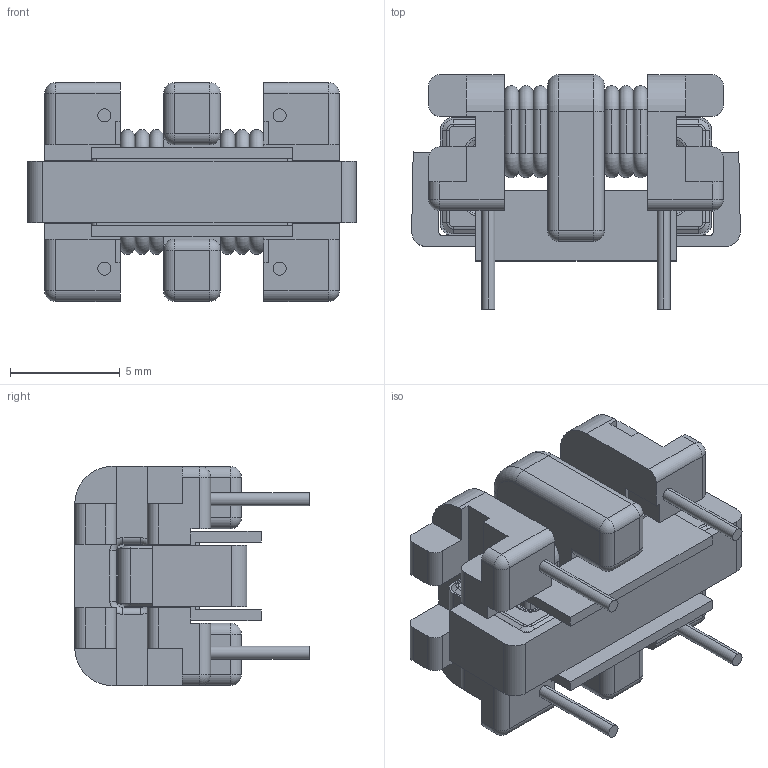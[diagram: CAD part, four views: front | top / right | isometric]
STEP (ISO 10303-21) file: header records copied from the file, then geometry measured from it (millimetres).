
FILE_DESCRIPTION (( 'STEP AP214' ), '1' );
FILE_NAME ('SU7VC(MAX-LOGO).STEP', '2018-11-06T04:34:10', ( '' ), ( '' ), 'SwSTEP 2.0', 'SolidWorks 2018', '' );
FILE_SCHEMA (( 'AUTOMOTIVE_DESIGN' ));
Length unit declared in the file: millimetre
Products named in the file (1): SU7VC(MAX-LOGO)
Bounding box: 15 x 10.7 x 10 mm (x, y, z)
Volume: 658.3 mm3; surface area: 1280.8 mm2
Topology: 1 solids, 1 shells, 489 faces, 1307 edges, 812 vertices
Faces by surface type: plane 237, cylinder 172, torus 52, cone 16, sphere 12
Entity records: 20462 total; most frequent: DIRECTION 2687, CARTESIAN_POINT 2669, ORIENTED_EDGE 2590, EDGE_CURVE 1295, AXIS2_PLACEMENT_3D 926, VECTOR 835, LINE 835, VERTEX_POINT 812
